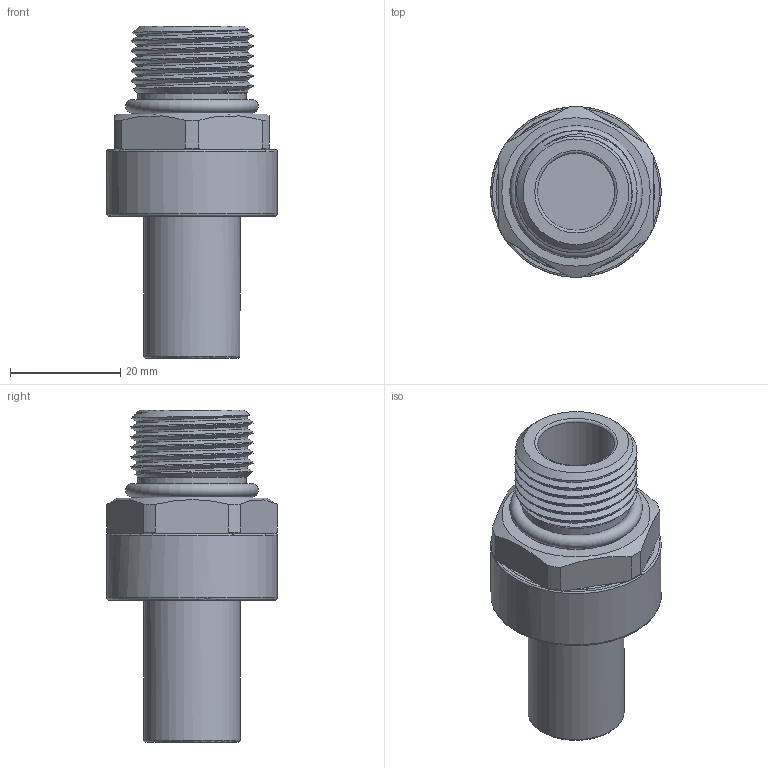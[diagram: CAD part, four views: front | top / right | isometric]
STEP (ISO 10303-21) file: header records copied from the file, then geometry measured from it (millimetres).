
FILE_DESCRIPTION( ('This file contains a STEP AP42 implementation' ,'as created by ZW3D STEP Interface translator.' ,'') ,'2;1' );
FILE_NAME( 'UQDB 08P.stp' ,'25 120. 840 5', (''), ('ZWCAD Software Co.'), 'Version 1.0', 'ZW3D to STEP translator', '' );
FILE_SCHEMA(('AUTOMOTIVE_DESIGN { 1 0 10303 214 1 1 1 1 }'));
Length unit declared in the file: millimetre
Products named in the file (1): 0
Bounding box: 31 x 31 x 60.35 mm (x, y, z)
Volume: 22313.6 mm3; surface area: 7520 mm2
Topology: 1 solids, 1 shells, 100 faces, 271 edges, 176 vertices
Faces by surface type: cylinder 45, plane 26, torus 17, cone 8, bspline 4
Full cylindrical faces by diameter (mm): 11.1 x1, 11.17 x1, 14 x1, 17.48 x1, 19.7 x1, 20.2 x6, 20.759 x1, 22.2 x5, 31 x1
Entity records: 4774 total; most frequent: CARTESIAN_POINT 2181, ORIENTED_EDGE 542, DIRECTION 487, EDGE_CURVE 271, AXIS2_PLACEMENT_3D 207, VERTEX_POINT 176, CIRCLE 110, EDGE_LOOP 107
